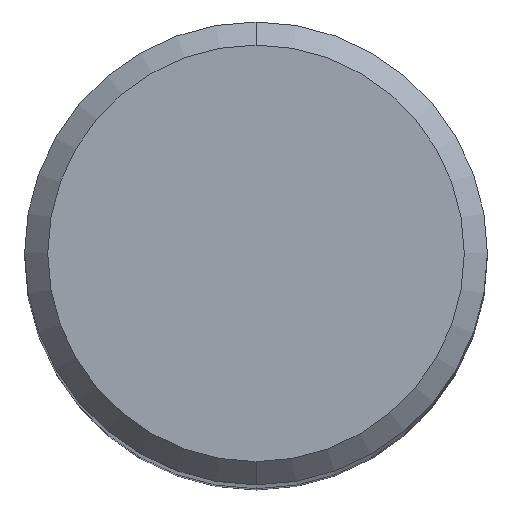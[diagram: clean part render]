
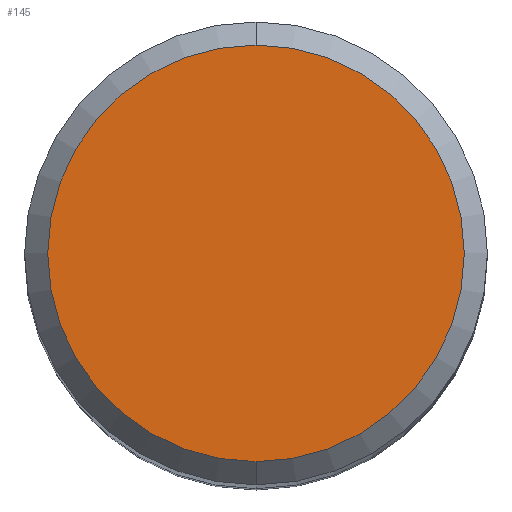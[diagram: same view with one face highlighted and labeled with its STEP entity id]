
A CAD part, top view. The second image highlights one B-rep face of the part: STEP entity #145.
In plain terms, the highlighted planar face has unit normal (0, 0, 1).
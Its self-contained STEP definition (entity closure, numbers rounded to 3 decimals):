
#145=ADVANCED_FACE('',(#377),#378,.T.);
#183=EDGE_CURVE('',#349,#261,#420,.T.);
#239=EDGE_CURVE('',#261,#349,#487,.T.);
#261=VERTEX_POINT('',#510);
#349=VERTEX_POINT('',#608);
#377=FACE_OUTER_BOUND('',#630,.T.);
#378=PLANE('',#631);
#420=CIRCLE('',#690,3.6);
#487=CIRCLE('',#770,3.6);
#510=CARTESIAN_POINT('',(0.0,3.6,0.));
#608=CARTESIAN_POINT('',(0.,-3.6,0.));
#630=EDGE_LOOP('',(#941,#942));
#631=AXIS2_PLACEMENT_3D('',#943,#944,#945);
#690=AXIS2_PLACEMENT_3D('',#1001,#1002,#1003);
#770=AXIS2_PLACEMENT_3D('',#1104,#1105,#1106);
#941=ORIENTED_EDGE('',*,*,#239,.F.);
#942=ORIENTED_EDGE('',*,*,#183,.F.);
#943=CARTESIAN_POINT('',(0.0,1.8,0.));
#944=DIRECTION('',(-0.0,0.0,1.0));
#945=DIRECTION('',(0.0,-1.0,0.0));
#1001=CARTESIAN_POINT('',(0.0,0.0,0.));
#1002=DIRECTION('',(0.0,0.0,-1.0));
#1003=DIRECTION('',(0.0,1.0,0.0));
#1104=CARTESIAN_POINT('',(0.0,0.0,0.));
#1105=DIRECTION('',(0.0,0.0,-1.0));
#1106=DIRECTION('',(0.0,1.0,0.0));
